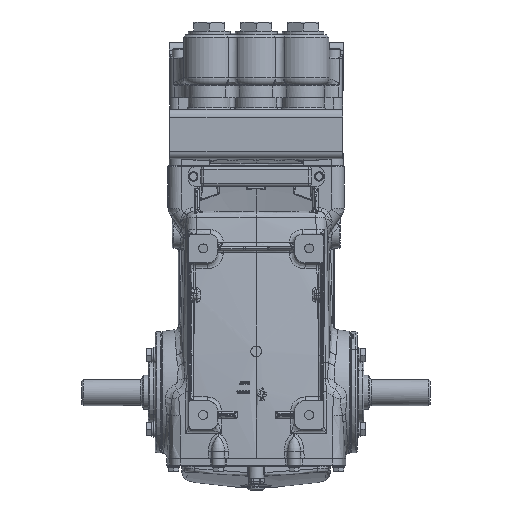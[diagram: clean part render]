
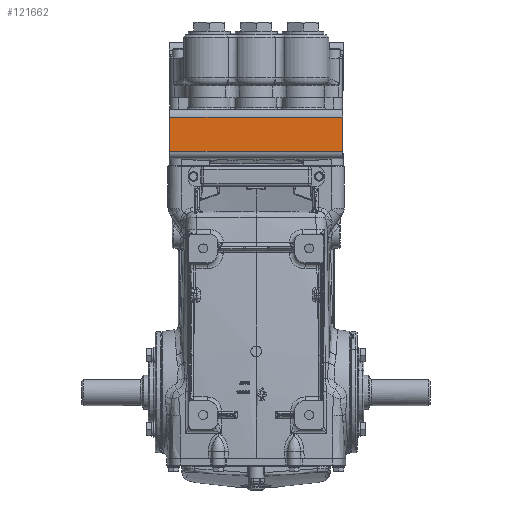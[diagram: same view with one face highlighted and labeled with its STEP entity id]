
A CAD part, front view. The second image highlights one B-rep face of the part: STEP entity #121662.
In plain terms, the highlighted planar face has unit normal (0, -1, 0).
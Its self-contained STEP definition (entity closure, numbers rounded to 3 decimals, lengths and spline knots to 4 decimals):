
#4953 = DIRECTION ( 'NONE',  ( 0., 0., -1. ) ) ;
#9305 = VERTEX_POINT ( 'NONE', #54389 ) ;
#11446 = DIRECTION ( 'NONE',  ( 1., 0., 0. ) ) ;
#14968 = DIRECTION ( 'NONE',  ( 0., -1., 0. ) ) ;
#21434 = LINE ( 'NONE', #62122, #79814 ) ;
#24974 = FACE_OUTER_BOUND ( 'NONE', #75791, .T. ) ;
#25657 = EDGE_CURVE ( 'NONE', #36730, #9305, #121216, .T. ) ;
#29865 = CARTESIAN_POINT ( 'NONE',  ( -4.4882, -4.4488, 14.7047 ) ) ;
#35842 = CARTESIAN_POINT ( 'NONE',  ( 4.4882, -4.4488, 14.311 ) ) ;
#36730 = VERTEX_POINT ( 'NONE', #51926 ) ;
#49297 = VERTEX_POINT ( 'NONE', #91010 ) ;
#51926 = CARTESIAN_POINT ( 'NONE',  ( -4.4882, -4.4488, 14.311 ) ) ;
#54104 = EDGE_CURVE ( 'NONE', #9305, #49297, #62159, .T. ) ;
#54389 = CARTESIAN_POINT ( 'NONE',  ( -4.4882, -4.4488, 12.5394 ) ) ;
#55247 = AXIS2_PLACEMENT_3D ( 'NONE', #106344, #14968, #55655 ) ;
#55655 = DIRECTION ( 'NONE',  ( -1., 0., 0. ) ) ;
#55688 = LINE ( 'NONE', #96384, #120803 ) ;
#62122 = CARTESIAN_POINT ( 'NONE',  ( -4.4882, -4.4488, 14.311 ) ) ;
#62159 = LINE ( 'NONE', #102867, #104278 ) ;
#65651 = PLANE ( 'NONE',  #55247 ) ;
#66308 = EDGE_CURVE ( 'NONE', #83904, #49297, #55688, .T. ) ;
#66878 = ORIENTED_EDGE ( 'NONE', *, *, #94090, .T. ) ;
#70552 = DIRECTION ( 'NONE',  ( 0., 0., -1. ) ) ;
#75791 = EDGE_LOOP ( 'NONE', ( #75940, #111752, #85398, #66878 ) ) ;
#75940 = ORIENTED_EDGE ( 'NONE', *, *, #25657, .T. ) ;
#79814 = VECTOR ( 'NONE', #102826, 39.3701 ) ;
#83904 = VERTEX_POINT ( 'NONE', #35842 ) ;
#85398 = ORIENTED_EDGE ( 'NONE', *, *, #66308, .F. ) ;
#91010 = CARTESIAN_POINT ( 'NONE',  ( 4.4882, -4.4488, 12.5394 ) ) ;
#94090 = EDGE_CURVE ( 'NONE', #83904, #36730, #21434, .T. ) ;
#96384 = CARTESIAN_POINT ( 'NONE',  ( 4.4882, -4.4488, 14.7047 ) ) ;
#97695 = VECTOR ( 'NONE', #70552, 39.3701 ) ;
#102826 = DIRECTION ( 'NONE',  ( -1., 0., 0. ) ) ;
#102867 = CARTESIAN_POINT ( 'NONE',  ( 0., -4.4488, 12.5394 ) ) ;
#104278 = VECTOR ( 'NONE', #11446, 39.3701 ) ;
#106344 = CARTESIAN_POINT ( 'NONE',  ( 0., -4.4488, 14.7047 ) ) ;
#111752 = ORIENTED_EDGE ( 'NONE', *, *, #54104, .T. ) ;
#120803 = VECTOR ( 'NONE', #4953, 39.3701 ) ;
#121216 = LINE ( 'NONE', #29865, #97695 ) ;
#121662 = ADVANCED_FACE ( 'NONE', ( #24974 ), #65651, .T. ) ;
